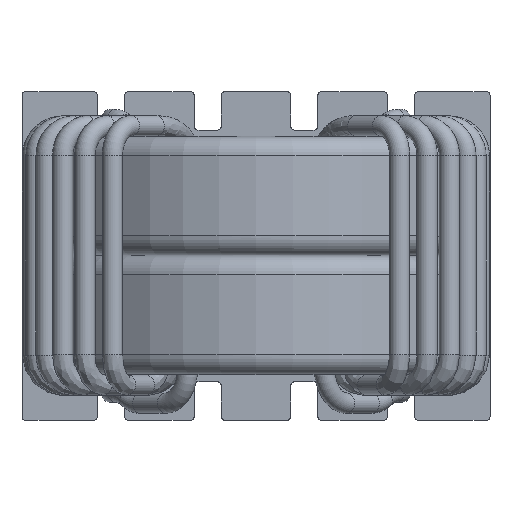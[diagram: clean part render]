
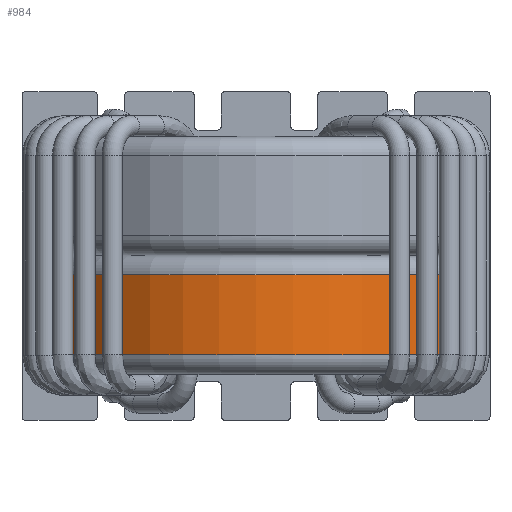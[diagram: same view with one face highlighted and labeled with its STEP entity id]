
A CAD part, top view. The second image highlights one B-rep face of the part: STEP entity #984.
In plain terms, the highlighted cylindrical face has radius 11 mm (diameter 22 mm), a full revolution.
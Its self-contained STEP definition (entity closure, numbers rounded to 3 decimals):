
#984 = ADVANCED_FACE( '', ( #2161, #2162 ), #2163, .T. );
#2161 = FACE_OUTER_BOUND( '', #11563, .T. );
#2162 = FACE_OUTER_BOUND( '', #11564, .T. );
#2163 = CYLINDRICAL_SURFACE( '', #11565, 11. );
#11563 = EDGE_LOOP( '', ( #15270 ) );
#11564 = EDGE_LOOP( '', ( #15271 ) );
#11565 = AXIS2_PLACEMENT_3D( '', #15272, #15273, #15274 );
#15270 = ORIENTED_EDGE( '', *, *, #16616, .T. );
#15271 = ORIENTED_EDGE( '', *, *, #16523, .T. );
#15272 = CARTESIAN_POINT( '', ( 0., -3.075, 15. ) );
#15273 = DIRECTION( '', ( 0., -1., 0. ) );
#15274 = DIRECTION( '', ( 0., 0., 1. ) );
#16523 = EDGE_CURVE( '', #17757, #17757, #17758, .T. );
#16616 = EDGE_CURVE( '', #17880, #17880, #17881, .F. );
#17757 = VERTEX_POINT( '', #19251 );
#17758 = CIRCLE( '', #19252, 11. );
#17880 = VERTEX_POINT( '', #19395 );
#17881 = CIRCLE( '', #19396, 11. );
#19251 = CARTESIAN_POINT( '', ( 0., -2.075, 26. ) );
#19252 = AXIS2_PLACEMENT_3D( '', #20551, #20552, #20553 );
#19395 = CARTESIAN_POINT( '', ( 0., 2.075, 26. ) );
#19396 = AXIS2_PLACEMENT_3D( '', #20650, #20651, #20652 );
#20551 = CARTESIAN_POINT( '', ( 0., -2.075, 15. ) );
#20552 = DIRECTION( '', ( 0., 1., 0. ) );
#20553 = DIRECTION( '', ( 0., 0., 1. ) );
#20650 = CARTESIAN_POINT( '', ( 0., 2.075, 15. ) );
#20651 = DIRECTION( '', ( 0., 1., 0. ) );
#20652 = DIRECTION( '', ( 0., 0., 1. ) );
